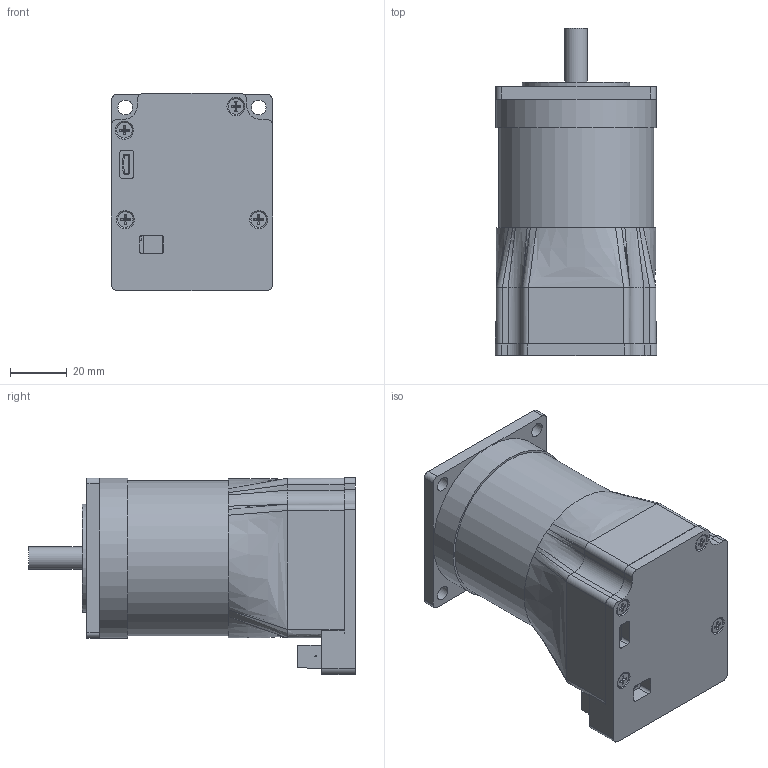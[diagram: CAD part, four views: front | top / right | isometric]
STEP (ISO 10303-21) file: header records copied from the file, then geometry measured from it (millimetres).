
FILE_DESCRIPTION((''),'2;1');
FILE_NAME('零件1.stp','2016-07-19T09:25:52',('Administrator'),(''),'Autodesk Inventor 2013','Autodesk Inventor 2013','');
FILE_SCHEMA(('AUTOMOTIVE_DESIGN { 1 0 10303 214 1 1 1 1 }'));
Length unit declared in the file: millimetre
Products named in the file (1): 零件1
Bounding box: 57 x 115.5 x 69.6 mm (x, y, z)
Surface area: 67884.4 mm2 (no closed solid volume)
Topology: 0 solids, 16 shells, 1499 faces, 3726 edges, 2388 vertices
Faces by surface type: plane 1144, cylinder 257, cone 54, bspline 24, torus 17, sphere 3
Full cylindrical faces by diameter (mm): 0.457 x3, 1.2 x16, 1.6 x13, 2 x2, 2.5 x3, 2.675 x4, 3 x14, 3.2 x3, 3.4 x4, 5.2 x4, 5.5 x7, 6 x2, 8 x1, 11 x1, 12 x3, 13 x1, 15 x1, 22 x1, 26 x1, 38.1 x1, 53.6 x1, 55 x3, 56.6 x1
Entity records: 45778 total; most frequent: CARTESIAN_POINT 8923, ORIENTED_EDGE 7194, DIRECTION 7118, EDGE_CURVE 3597, VECTOR 2742, LINE 2742, VERTEX_POINT 2370, AXIS2_PLACEMENT_3D 2188
